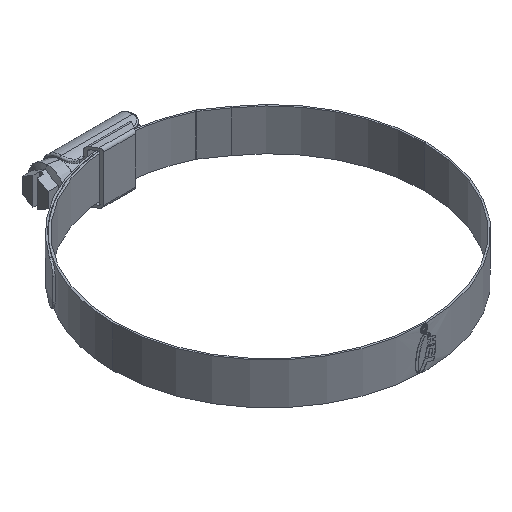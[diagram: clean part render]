
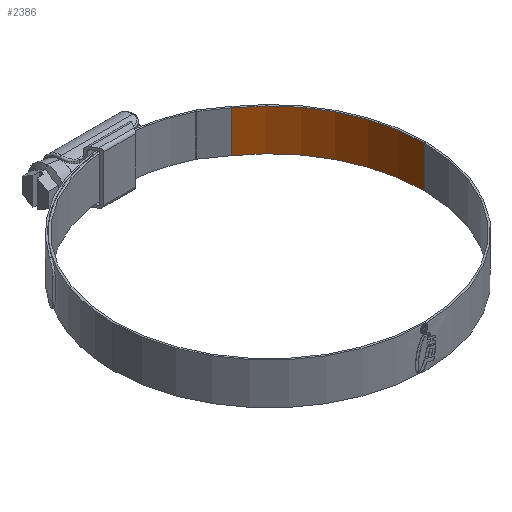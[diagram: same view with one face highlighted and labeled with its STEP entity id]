
A CAD part, isometric view. The second image highlights one B-rep face of the part: STEP entity #2386.
In plain terms, the highlighted cylindrical face has radius 47.5 mm (diameter 95 mm), a partial arc.
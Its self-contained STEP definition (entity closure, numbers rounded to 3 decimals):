
#124 = DIRECTION ( 'NONE',  ( 1., 0., 0. ) ) ;
#246 = CARTESIAN_POINT ( 'NONE',  ( 47.5, 0., 6.35 ) ) ;
#294 = EDGE_CURVE ( 'NONE', #1136, #7077, #6756, .T. ) ;
#655 = CARTESIAN_POINT ( 'NONE',  ( 0., 0., -6.35 ) ) ;
#779 = CARTESIAN_POINT ( 'NONE',  ( 27.245, 38.91, 6.35 ) ) ;
#1045 = EDGE_LOOP ( 'NONE', ( #5630, #7272, #1731, #5986 ) ) ;
#1060 = DIRECTION ( 'NONE',  ( -1., 0., 0. ) ) ;
#1136 = VERTEX_POINT ( 'NONE', #4969 ) ;
#1731 = ORIENTED_EDGE ( 'NONE', *, *, #5287, .T. ) ;
#1737 = VERTEX_POINT ( 'NONE', #779 ) ;
#1803 = EDGE_CURVE ( 'NONE', #7077, #2830, #5498, .T. ) ;
#1927 = CIRCLE ( 'NONE', #3658, 47.5 ) ;
#2187 = FACE_OUTER_BOUND ( 'NONE', #1045, .T. ) ;
#2246 = CARTESIAN_POINT ( 'NONE',  ( 0., 0., 6.35 ) ) ;
#2386 = ADVANCED_FACE ( 'NONE', ( #2187 ), #6948, .F. ) ;
#2830 = VERTEX_POINT ( 'NONE', #5819 ) ;
#3141 = CARTESIAN_POINT ( 'NONE',  ( 47.5, 0., -6.35 ) ) ;
#3254 = DIRECTION ( 'NONE',  ( 0., 0., -1. ) ) ;
#3658 = AXIS2_PLACEMENT_3D ( 'NONE', #2246, #4805, #124 ) ;
#3763 = DIRECTION ( 'NONE',  ( 0., 0., -1. ) ) ;
#3822 = AXIS2_PLACEMENT_3D ( 'NONE', #7411, #3254, #1060 ) ;
#4183 = VECTOR ( 'NONE', #3763, 1000. ) ;
#4214 = EDGE_CURVE ( 'NONE', #1136, #1737, #1927, .T. ) ;
#4805 = DIRECTION ( 'NONE',  ( 0., 0., 1. ) ) ;
#4969 = CARTESIAN_POINT ( 'NONE',  ( 47.5, 0., 6.35 ) ) ;
#5287 = EDGE_CURVE ( 'NONE', #1737, #2830, #5870, .T. ) ;
#5498 = CIRCLE ( 'NONE', #7224, 47.5 ) ;
#5630 = ORIENTED_EDGE ( 'NONE', *, *, #294, .F. ) ;
#5819 = CARTESIAN_POINT ( 'NONE',  ( 27.245, 38.91, -6.35 ) ) ;
#5870 = LINE ( 'NONE', #7461, #5957 ) ;
#5957 = VECTOR ( 'NONE', #7605, 1000. ) ;
#5986 = ORIENTED_EDGE ( 'NONE', *, *, #1803, .F. ) ;
#6756 = LINE ( 'NONE', #246, #4183 ) ;
#6948 = CYLINDRICAL_SURFACE ( 'NONE', #3822, 47.5 ) ;
#7077 = VERTEX_POINT ( 'NONE', #3141 ) ;
#7200 = DIRECTION ( 'NONE',  ( 1., 0., 0. ) ) ;
#7224 = AXIS2_PLACEMENT_3D ( 'NONE', #655, #7239, #7200 ) ;
#7239 = DIRECTION ( 'NONE',  ( 0., 0., 1. ) ) ;
#7272 = ORIENTED_EDGE ( 'NONE', *, *, #4214, .T. ) ;
#7411 = CARTESIAN_POINT ( 'NONE',  ( 0., 0., 6.35 ) ) ;
#7461 = CARTESIAN_POINT ( 'NONE',  ( 27.245, 38.91, 6.35 ) ) ;
#7605 = DIRECTION ( 'NONE',  ( 0., 0., -1. ) ) ;
